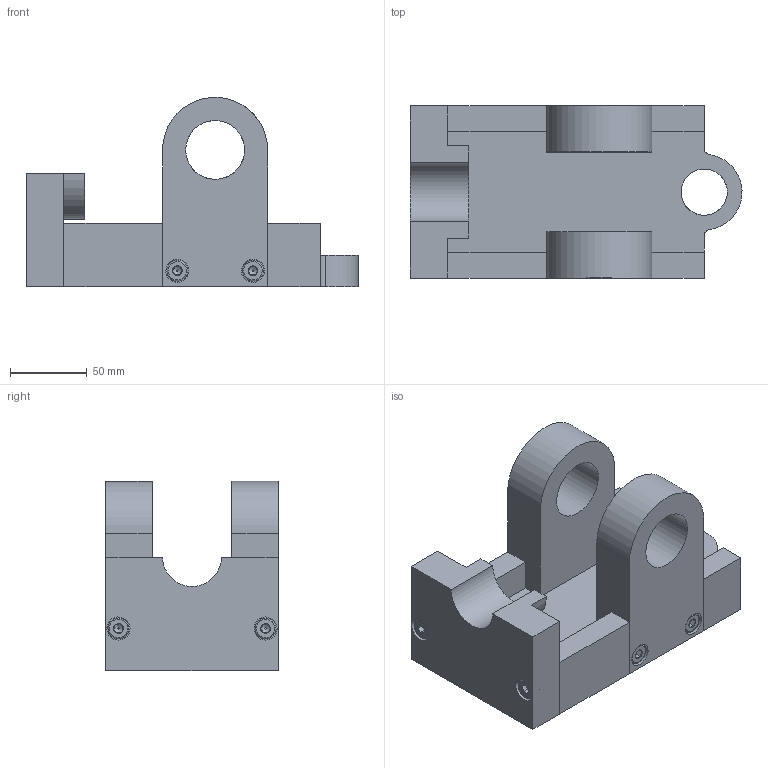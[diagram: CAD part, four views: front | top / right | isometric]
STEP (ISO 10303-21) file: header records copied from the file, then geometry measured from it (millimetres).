
FILE_DESCRIPTION(('FreeCAD Model'),'2;1');
FILE_NAME('Open CASCADE Shape Model','2025-05-03T18:20:18',('FreeCAD'),( 'FreeCAD'),'Open CASCADE STEP processor 7.6','FreeCAD','Unknown');
FILE_SCHEMA(('AUTOMOTIVE_DESIGN { 1 0 10303 214 1 1 1 1 }'));
Length unit declared in the file: millimetre
Products named in the file (1): Open CASCADE STEP translator 7.6 1
Bounding box: 216.41 x 112.33 x 123.23 mm (x, y, z)
Volume: 977947.2 mm3; surface area: 158348.2 mm2
Topology: 10 solids, 10 shells, 195 faces, 423 edges, 266 vertices
Faces by surface type: bspline 195
Entity records: 6006 total; most frequent: CARTESIAN_POINT 3467, ORIENTED_EDGE 834, EDGE_CURVE 417, VERTEX_POINT 266, FACE_BOUND 237, EDGE_LOOP 237, B_SPLINE_CURVE_WITH_KNOTS 211, ADVANCED_FACE 195
